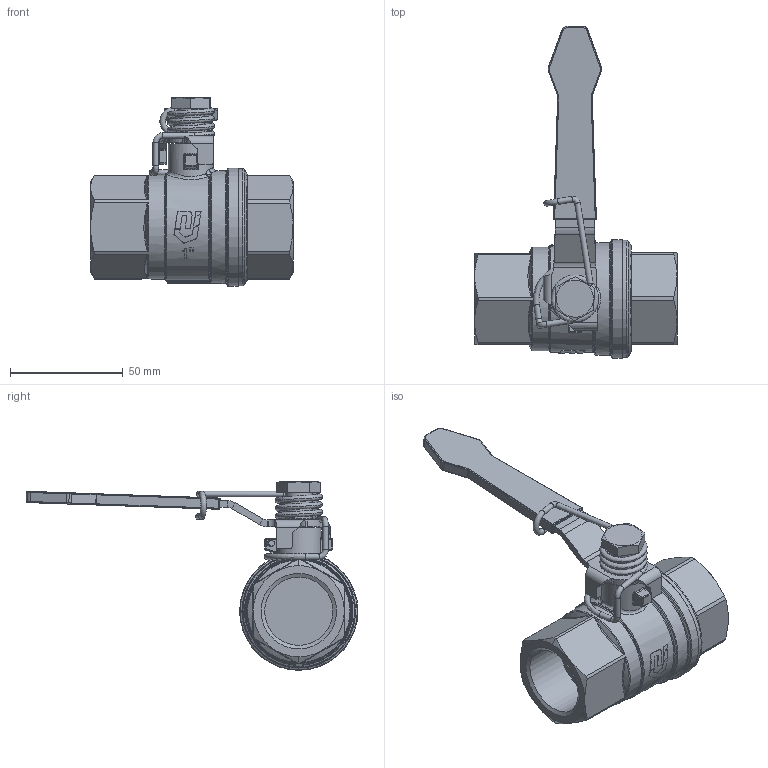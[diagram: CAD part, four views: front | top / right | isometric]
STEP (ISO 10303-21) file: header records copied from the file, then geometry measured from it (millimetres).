
FILE_DESCRIPTION(('HOOPS Exchange Step'),'2;1');
FILE_NAME('GK13_DN25.stp','2025-12-10T14:14:33+01:00',('nieru'),('Unknown organisation'),'HOOPS Exchange 2024.2','HOOPS Exchange','Unknown authorisation');
FILE_SCHEMA( ('AP203_CONFIGURATION_CONTROLLED_3D_DESIGN_OF_MECHANICAL_PARTS_AND_ASSEMBLIES_MIM_LF') );
Length unit declared in the file: millimetre
Products named in the file (2): 0; root
Assembly tree (1 placements, depth 2):
  root
    0
Bounding box: 90 x 147.28 x 83.75 mm (x, y, z)
Volume: 137076.1 mm3; surface area: 32252.7 mm2
Topology: 1 solids, 3 shells, 602 faces, 1613 edges, 1034 vertices
Faces by surface type: plane 181, cylinder 175, bspline 160, torus 48, cone 24, sphere 14
Full cylindrical faces by diameter (mm): 2.5 x7, 12 x1, 12.98 x1, 13 x1, 20 x1, 30.291 x2, 46 x1, 50 x1, 52 x1, 52.5 x1
Entity records: 27534 total; most frequent: CARTESIAN_POINT 13668, ORIENTED_EDGE 3206, DIRECTION 2311, EDGE_CURVE 1603, VERTEX_POINT 1034, AXIS2_PLACEMENT_3D 904, EDGE_LOOP 637, FACE_BOUND 637
